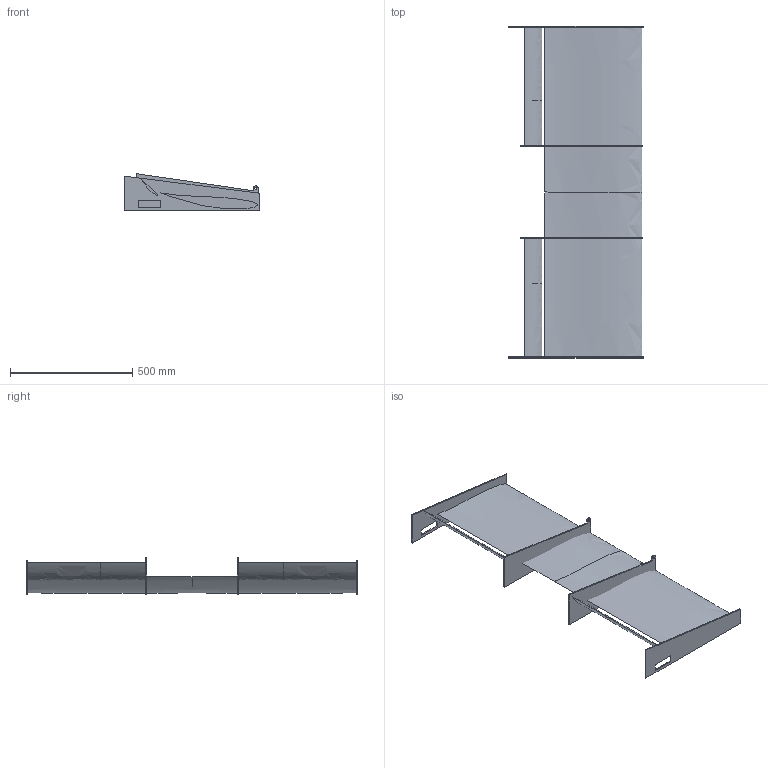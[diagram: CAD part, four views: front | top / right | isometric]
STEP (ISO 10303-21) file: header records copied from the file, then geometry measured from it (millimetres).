
FILE_DESCRIPTION(('CATIA V5 STEP Exchange'),'2;1');
FILE_NAME('Front Wing.stp','2019-11-18T08:10:41+00:00',('none'),('none'),'CATIA Version 5 Release 17 (IN-10)','CATIA V5 STEP AP203','none');
FILE_SCHEMA(('CONFIG_CONTROL_DESIGN'));
Length unit declared in the file: millimetre
Products named in the file (1): Front Wing
Assembly tree (8 placements, depth 2):
  Front Wing
    #56
    #367
    #2070
    #5169
    #5480
    #8579
    #10282
    #10621
Bounding box: 550 x 1360 x 150 mm (x, y, z)
Volume: 17722544.7 mm3; surface area: 1822347.2 mm2
Topology: 8 solids, 8 shells, 62 faces, 134 edges, 88 vertices
Faces by surface type: plane 42, bspline 12, cylinder 8
Entity records: 10935 total; most frequent: CARTESIAN_POINT 9470, ORIENTED_EDGE 268, DIRECTION 230, EDGE_CURVE 134, VERTEX_POINT 88, VECTOR 86, LINE 86, AXIS2_PLACEMENT_3D 80
